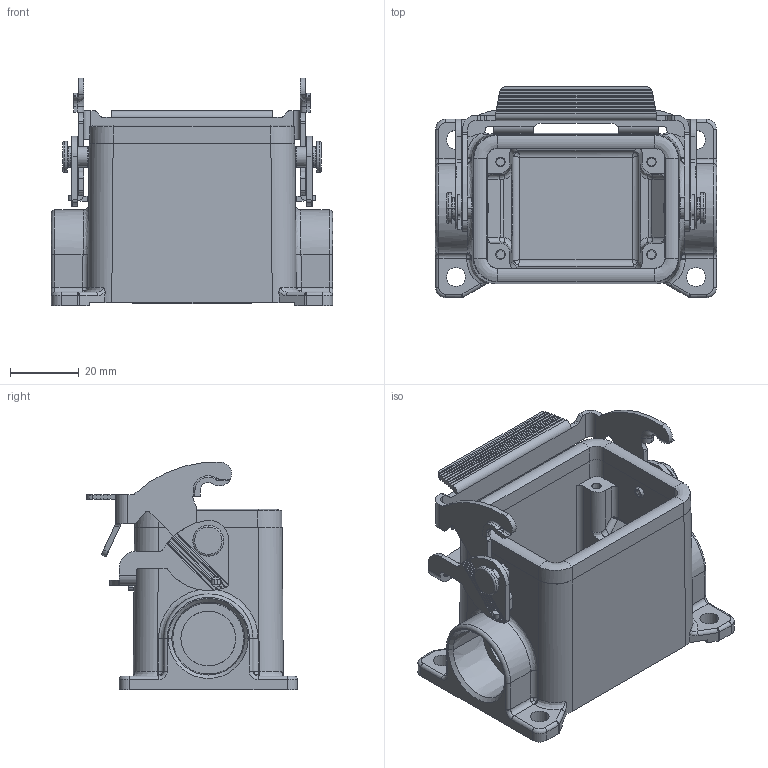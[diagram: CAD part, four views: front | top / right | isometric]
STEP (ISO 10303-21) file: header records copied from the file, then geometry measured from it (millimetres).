
FILE_DESCRIPTION(('Creo Elements/Direct Modeling STEP Export'),'2;1');
FILE_NAME('37jbk2e5kpnj2t63044','2022-09-19T15:12:23',(''),(''),'Creo Elements/Direct Modeling STEP processor for AP214 (Solid Model)','Creo Elements/Direct Modeling 20.1B 02-Apr-2019 (C) Parametric Technology GmbH','');
FILE_SCHEMA(('AUTOMOTIVE_DESIGN { 1 0 10303 214 1 1 1 1 }'));
Length unit declared in the file: millimetre
Products named in the file (2): MVPR 06 L20
Assembly tree (1 placements, depth 2):
  MVPR 06 L20
    MVPR 06 L20
Bounding box: 82 x 61.5 x 66.47 mm (x, y, z)
Volume: 67722.1 mm3; surface area: 39044.1 mm2
Topology: 1 solids, 3 shells, 811 faces, 2154 edges, 1368 vertices
Faces by surface type: plane 362, cylinder 289, bspline 84, torus 44, cone 32
Entity records: 43924 total; most frequent: CARTESIAN_POINT 18253, ORIENTED_EDGE 4300, DIRECTION 3669, EDGE_CURVE 2150, VERTEX_POINT 1368, AXIS2_PLACEMENT_3D 1282, VECTOR 1105, LINE 1105
